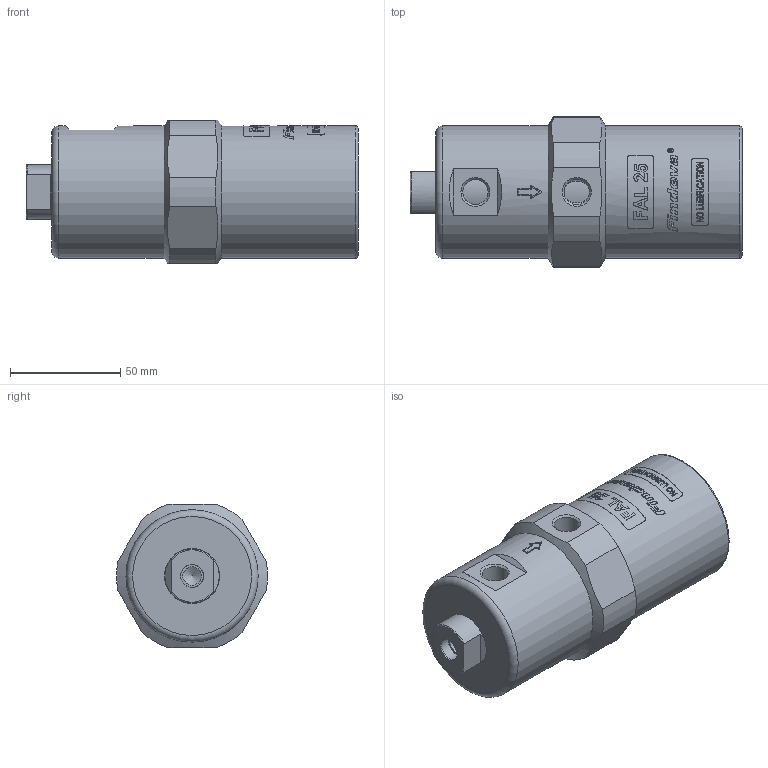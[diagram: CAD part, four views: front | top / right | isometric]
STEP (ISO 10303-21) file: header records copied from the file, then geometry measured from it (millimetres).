
FILE_DESCRIPTION((''),'2;1');
FILE_NAME('9725-00-M.stp','2012-04-02T23:25:53',('Petr'),(''),'Autodesk Inventor 2011','Autodesk Inventor 2011','');
FILE_SCHEMA(('CONFIG_CONTROL_DESIGN'));
Length unit declared in the file: millimetre
Products named in the file (1): 9725-00-M
Bounding box: 150.7 x 68.53 x 65 mm (x, y, z)
Volume: 406247.9 mm3; surface area: 36809.8 mm2
Topology: 1 solids, 1 shells, 440 faces, 1155 edges, 767 vertices
Faces by surface type: plane 178, bspline 174, cylinder 70, cone 14, torus 4
Full cylindrical faces by diameter (mm): 6.3 x2, 8.376 x1, 10.3 x1, 11.445 x2, 13.835 x1, 24.7 x1, 25 x1, 60 x2
Entity records: 49236 total; most frequent: CARTESIAN_POINT 39760, ORIENTED_EDGE 2236, DIRECTION 1311, EDGE_CURVE 1118, VERTEX_POINT 755, EDGE_LOOP 515, B_SPLINE_CURVE_WITH_KNOTS 505, AXIS2_PLACEMENT_3D 443
